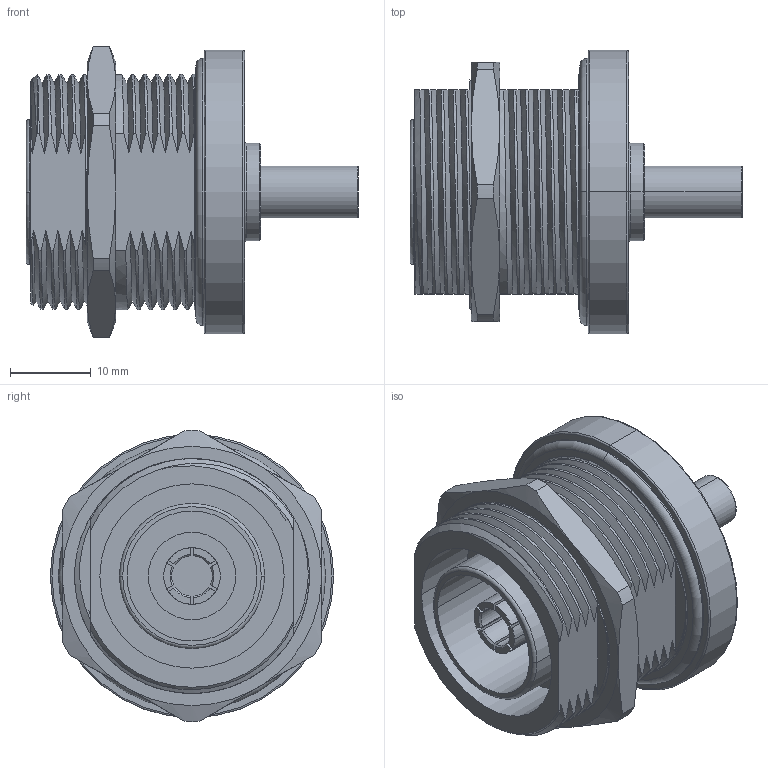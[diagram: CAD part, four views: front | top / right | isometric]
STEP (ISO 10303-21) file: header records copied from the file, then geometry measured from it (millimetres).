
FILE_DESCRIPTION((''),'2;1');
FILE_NAME('PRT0001','2021-09-02T',('1111'),(''),'PRO/ENGINEER BY PARAMETRIC TECHNOLOGY CORPORATION, 2012090','PRO/ENGINEER BY PARAMETRIC TECHNOLOGY CORPORATION, 2012090','');
FILE_SCHEMA(('CONFIG_CONTROL_DESIGN'));
Products named in the file (1): PRT0001
Bounding box: 41.02 x 35 x 35.98 mm (x, y, z)
Volume: 16160.8 mm3; surface area: 8472.5 mm2
Topology: 1 solids, 1 shells, 1784 faces, 4083 edges, 2314 vertices
Faces by surface type: plane 934, extrusion 480, cylinder 277, bspline 52, cone 25, torus 16
Entity records: 67747 total; most frequent: CARTESIAN_POINT 33947, ORIENTED_EDGE 8166, DIRECTION 4454, EDGE_CURVE 4083, B_SPLINE_CURVE_WITH_KNOTS 3283, VERTEX_POINT 2314, EDGE_LOOP 1797, FACE_OUTER_BOUND 1784
